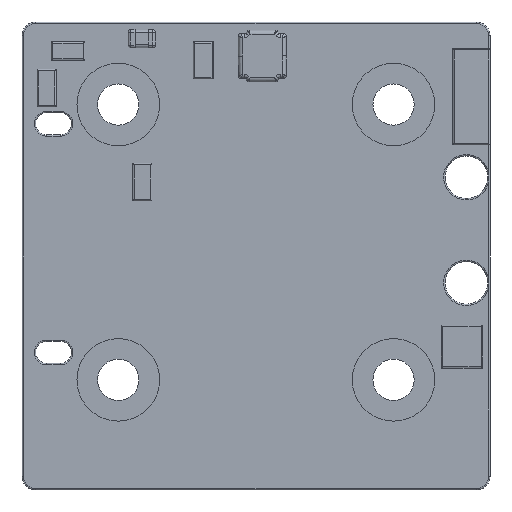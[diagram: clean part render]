
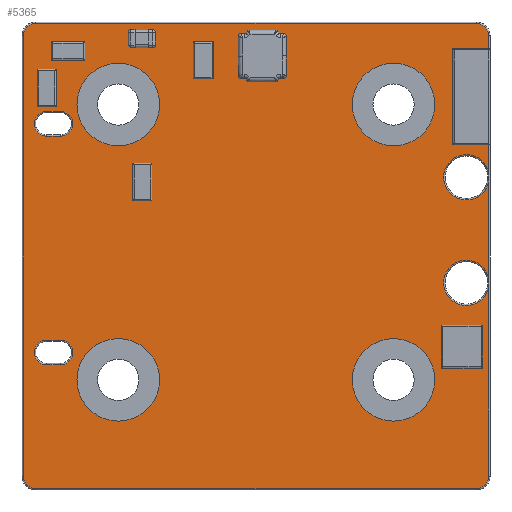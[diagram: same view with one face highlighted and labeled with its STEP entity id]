
A CAD part, front view. The second image highlights one B-rep face of the part: STEP entity #5365.
In plain terms, the highlighted planar face has unit normal (0, -1, 0).
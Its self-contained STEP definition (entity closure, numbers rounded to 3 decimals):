
#139=FACE_BOUND('',#832,.T.);
#140=FACE_BOUND('',#833,.T.);
#141=FACE_BOUND('',#834,.T.);
#142=FACE_BOUND('',#835,.T.);
#143=FACE_BOUND('',#836,.T.);
#144=FACE_BOUND('',#837,.T.);
#169=PLANE('',#5840);
#457=FACE_OUTER_BOUND('',#831,.T.);
#831=EDGE_LOOP('',(#3789,#3790,#3791,#3792,#3793,#3794,#3795,#3796,#3797,
#3798,#3799,#3800,#3801,#3802));
#832=EDGE_LOOP('',(#3803));
#833=EDGE_LOOP('',(#3804,#3805,#3806,#3807));
#834=EDGE_LOOP('',(#3808));
#835=EDGE_LOOP('',(#3809));
#836=EDGE_LOOP('',(#3810,#3811,#3812,#3813));
#837=EDGE_LOOP('',(#3814));
#1211=LINE('',#8343,#1684);
#1212=LINE('',#8354,#1685);
#1214=LINE('',#8387,#1687);
#1216=LINE('',#8392,#1689);
#1217=LINE('',#8416,#1690);
#1218=LINE('',#8424,#1691);
#1227=LINE('',#8499,#1700);
#1228=LINE('',#8502,#1701);
#1229=LINE('',#8511,#1702);
#1230=LINE('',#8514,#1703);
#1684=VECTOR('',#6513,10.);
#1685=VECTOR('',#6526,10.);
#1687=VECTOR('',#6538,10.);
#1689=VECTOR('',#6542,10.);
#1690=VECTOR('',#6543,10.);
#1691=VECTOR('',#6554,10.);
#1700=VECTOR('',#6641,10.);
#1701=VECTOR('',#6644,10.);
#1702=VECTOR('',#6651,10.);
#1703=VECTOR('',#6654,10.);
#2171=CIRCLE('',#5789,0.9);
#2175=CIRCLE('',#5795,0.9);
#2179=CIRCLE('',#5801,0.9);
#2181=CIRCLE('',#5805,0.9);
#2182=CIRCLE('',#5810,1.65);
#2186=CIRCLE('',#5814,1.65);
#2187=CIRCLE('',#5816,1.65);
#2191=CIRCLE('',#5820,1.65);
#2205=CIRCLE('',#5838,2.25);
#2207=CIRCLE('',#5841,2.25);
#2208=CIRCLE('',#5842,0.9);
#2209=CIRCLE('',#5843,0.9);
#2210=CIRCLE('',#5844,2.25);
#2211=CIRCLE('',#5845,2.25);
#2212=CIRCLE('',#5846,0.9);
#2213=CIRCLE('',#5847,0.9);
#2394=VERTEX_POINT('',#8339);
#2395=VERTEX_POINT('',#8341);
#2397=VERTEX_POINT('',#8346);
#2399=VERTEX_POINT('',#8352);
#2401=VERTEX_POINT('',#8358);
#2402=VERTEX_POINT('',#8363);
#2403=VERTEX_POINT('',#8364);
#2404=VERTEX_POINT('',#8389);
#2405=VERTEX_POINT('',#8391);
#2406=VERTEX_POINT('',#8393);
#2407=VERTEX_POINT('',#8418);
#2408=VERTEX_POINT('',#8422);
#2409=VERTEX_POINT('',#8434);
#2412=VERTEX_POINT('',#8443);
#2431=VERTEX_POINT('',#8489);
#2432=VERTEX_POINT('',#8493);
#2433=VERTEX_POINT('',#8495);
#2434=VERTEX_POINT('',#8496);
#2435=VERTEX_POINT('',#8498);
#2436=VERTEX_POINT('',#8500);
#2437=VERTEX_POINT('',#8503);
#2438=VERTEX_POINT('',#8505);
#2439=VERTEX_POINT('',#8507);
#2440=VERTEX_POINT('',#8508);
#2441=VERTEX_POINT('',#8510);
#2442=VERTEX_POINT('',#8512);
#2886=EDGE_CURVE('',#2395,#2394,#1211,.T.);
#2888=EDGE_CURVE('',#2397,#2395,#2171,.T.);
#2891=EDGE_CURVE('',#2399,#2397,#1212,.T.);
#2894=EDGE_CURVE('',#2401,#2399,#2175,.T.);
#2897=EDGE_CURVE('',#2403,#2401,#1214,.T.);
#2900=EDGE_CURVE('',#2404,#2405,#1216,.T.);
#2902=EDGE_CURVE('',#2406,#2402,#1217,.T.);
#2904=EDGE_CURVE('',#2407,#2404,#2179,.T.);
#2906=EDGE_CURVE('',#2408,#2407,#1218,.T.);
#2907=EDGE_CURVE('',#2394,#2408,#2181,.T.);
#2911=EDGE_CURVE('',#2402,#2409,#2182,.T.);
#2915=EDGE_CURVE('',#2409,#2403,#2186,.T.);
#2916=EDGE_CURVE('',#2405,#2412,#2187,.T.);
#2920=EDGE_CURVE('',#2412,#2406,#2191,.T.);
#2939=EDGE_CURVE('',#2431,#2431,#2205,.T.);
#2941=EDGE_CURVE('',#2432,#2432,#2207,.T.);
#2942=EDGE_CURVE('',#2433,#2434,#2208,.T.);
#2943=EDGE_CURVE('',#2435,#2433,#1227,.T.);
#2944=EDGE_CURVE('',#2436,#2435,#2209,.T.);
#2945=EDGE_CURVE('',#2434,#2436,#1228,.T.);
#2946=EDGE_CURVE('',#2437,#2437,#2210,.T.);
#2947=EDGE_CURVE('',#2438,#2438,#2211,.T.);
#2948=EDGE_CURVE('',#2439,#2440,#2212,.T.);
#2949=EDGE_CURVE('',#2441,#2439,#1229,.T.);
#2950=EDGE_CURVE('',#2442,#2441,#2213,.T.);
#2951=EDGE_CURVE('',#2440,#2442,#1230,.T.);
#3789=ORIENTED_EDGE('',*,*,#2897,.F.);
#3790=ORIENTED_EDGE('',*,*,#2915,.F.);
#3791=ORIENTED_EDGE('',*,*,#2911,.F.);
#3792=ORIENTED_EDGE('',*,*,#2902,.F.);
#3793=ORIENTED_EDGE('',*,*,#2920,.F.);
#3794=ORIENTED_EDGE('',*,*,#2916,.F.);
#3795=ORIENTED_EDGE('',*,*,#2900,.F.);
#3796=ORIENTED_EDGE('',*,*,#2904,.F.);
#3797=ORIENTED_EDGE('',*,*,#2906,.F.);
#3798=ORIENTED_EDGE('',*,*,#2907,.F.);
#3799=ORIENTED_EDGE('',*,*,#2886,.F.);
#3800=ORIENTED_EDGE('',*,*,#2888,.F.);
#3801=ORIENTED_EDGE('',*,*,#2891,.F.);
#3802=ORIENTED_EDGE('',*,*,#2894,.F.);
#3803=ORIENTED_EDGE('',*,*,#2941,.F.);
#3804=ORIENTED_EDGE('',*,*,#2942,.F.);
#3805=ORIENTED_EDGE('',*,*,#2943,.F.);
#3806=ORIENTED_EDGE('',*,*,#2944,.F.);
#3807=ORIENTED_EDGE('',*,*,#2945,.F.);
#3808=ORIENTED_EDGE('',*,*,#2946,.F.);
#3809=ORIENTED_EDGE('',*,*,#2947,.F.);
#3810=ORIENTED_EDGE('',*,*,#2948,.F.);
#3811=ORIENTED_EDGE('',*,*,#2949,.F.);
#3812=ORIENTED_EDGE('',*,*,#2950,.F.);
#3813=ORIENTED_EDGE('',*,*,#2951,.F.);
#3814=ORIENTED_EDGE('',*,*,#2939,.F.);
#5365=ADVANCED_FACE('',(#457,#139,#140,#141,#142,#143,#144),#169,.F.);
#5789=AXIS2_PLACEMENT_3D('',#8348,#6518,#6519);
#5795=AXIS2_PLACEMENT_3D('',#8360,#6532,#6533);
#5801=AXIS2_PLACEMENT_3D('',#8420,#6548,#6549);
#5805=AXIS2_PLACEMENT_3D('',#8426,#6557,#6558);
#5810=AXIS2_PLACEMENT_3D('',#8435,#6570,#6571);
#5814=AXIS2_PLACEMENT_3D('',#8441,#6578,#6579);
#5816=AXIS2_PLACEMENT_3D('',#8444,#6582,#6583);
#5820=AXIS2_PLACEMENT_3D('',#8450,#6590,#6591);
#5838=AXIS2_PLACEMENT_3D('',#8490,#6631,#6632);
#5840=AXIS2_PLACEMENT_3D('',#8492,#6635,#6636);
#5841=AXIS2_PLACEMENT_3D('',#8494,#6637,#6638);
#5842=AXIS2_PLACEMENT_3D('',#8497,#6639,#6640);
#5843=AXIS2_PLACEMENT_3D('',#8501,#6642,#6643);
#5844=AXIS2_PLACEMENT_3D('',#8504,#6645,#6646);
#5845=AXIS2_PLACEMENT_3D('',#8506,#6647,#6648);
#5846=AXIS2_PLACEMENT_3D('',#8509,#6649,#6650);
#5847=AXIS2_PLACEMENT_3D('',#8513,#6652,#6653);
#6513=DIRECTION('',(0.,0.,1.));
#6518=DIRECTION('center_axis',(0.,1.,0.));
#6519=DIRECTION('ref_axis',(-0.707,0.,-0.707));
#6526=DIRECTION('',(-1.,0.,0.));
#6532=DIRECTION('center_axis',(0.,1.,0.));
#6533=DIRECTION('ref_axis',(0.707,0.,-0.707));
#6538=DIRECTION('',(0.,0.,-1.));
#6542=DIRECTION('',(0.,0.,-1.));
#6543=DIRECTION('',(0.,0.,-1.));
#6548=DIRECTION('center_axis',(0.,1.,0.));
#6549=DIRECTION('ref_axis',(0.707,0.,0.707));
#6554=DIRECTION('',(1.,0.,0.));
#6557=DIRECTION('center_axis',(0.,1.,0.));
#6558=DIRECTION('ref_axis',(-0.707,0.,0.707));
#6570=DIRECTION('center_axis',(0.,-1.,0.));
#6571=DIRECTION('ref_axis',(1.,0.,0.));
#6578=DIRECTION('center_axis',(0.,-1.,0.));
#6579=DIRECTION('ref_axis',(1.,0.,0.));
#6582=DIRECTION('center_axis',(0.,-1.,0.));
#6583=DIRECTION('ref_axis',(1.,0.,0.));
#6590=DIRECTION('center_axis',(0.,-1.,0.));
#6591=DIRECTION('ref_axis',(1.,0.,0.));
#6631=DIRECTION('center_axis',(0.,-1.,0.));
#6632=DIRECTION('ref_axis',(1.,0.,0.));
#6635=DIRECTION('center_axis',(0.,1.,0.));
#6636=DIRECTION('ref_axis',(1.,0.,0.));
#6637=DIRECTION('center_axis',(0.,-1.,0.));
#6638=DIRECTION('ref_axis',(1.,0.,0.));
#6639=DIRECTION('center_axis',(0.,-1.,0.));
#6640=DIRECTION('ref_axis',(1.,0.,0.));
#6641=DIRECTION('',(1.,0.,0.));
#6642=DIRECTION('center_axis',(0.,-1.,0.));
#6643=DIRECTION('ref_axis',(-1.,0.,0.));
#6644=DIRECTION('',(-1.,0.,0.));
#6645=DIRECTION('center_axis',(0.,-1.,0.));
#6646=DIRECTION('ref_axis',(1.,0.,0.));
#6647=DIRECTION('center_axis',(0.,-1.,0.));
#6648=DIRECTION('ref_axis',(1.,0.,0.));
#6649=DIRECTION('center_axis',(0.,-1.,0.));
#6650=DIRECTION('ref_axis',(1.,0.,0.));
#6651=DIRECTION('',(1.,0.,0.));
#6652=DIRECTION('center_axis',(0.,-1.,0.));
#6653=DIRECTION('ref_axis',(-1.,0.,0.));
#6654=DIRECTION('',(-1.,0.,0.));
#8339=CARTESIAN_POINT('',(-16.894,-1.6,14.995));
#8341=CARTESIAN_POINT('',(-16.894,-1.6,-17.));
#8343=CARTESIAN_POINT('',(-16.894,-1.6,6.997));
#8346=CARTESIAN_POINT('',(-15.994,-1.6,-17.9));
#8348=CARTESIAN_POINT('Origin',(-15.994,-1.6,-17.));
#8352=CARTESIAN_POINT('',(16.006,-1.6,-17.9));
#8354=CARTESIAN_POINT('',(-7.994,-1.6,-17.9));
#8358=CARTESIAN_POINT('',(16.906,-1.6,-17.));
#8360=CARTESIAN_POINT('Origin',(16.006,-1.6,-17.));
#8363=CARTESIAN_POINT('',(16.906,-1.6,-2.608));
#8364=CARTESIAN_POINT('',(16.906,-1.6,-3.3));
#8387=CARTESIAN_POINT('',(16.906,-1.6,-9.001));
#8389=CARTESIAN_POINT('',(16.906,-1.6,14.995));
#8391=CARTESIAN_POINT('',(16.906,-1.6,5.063));
#8392=CARTESIAN_POINT('',(16.906,-1.6,-9.001));
#8393=CARTESIAN_POINT('',(16.906,-1.6,4.371));
#8416=CARTESIAN_POINT('',(16.906,-1.6,-9.001));
#8418=CARTESIAN_POINT('',(16.006,-1.6,15.895));
#8420=CARTESIAN_POINT('Origin',(16.006,-1.6,14.995));
#8422=CARTESIAN_POINT('',(-15.994,-1.6,15.895));
#8424=CARTESIAN_POINT('',(8.006,-1.6,15.895));
#8426=CARTESIAN_POINT('Origin',(-15.994,-1.6,14.995));
#8434=CARTESIAN_POINT('',(15.293,-1.6,-4.604));
#8435=CARTESIAN_POINT('Origin',(15.293,-1.6,-2.954));
#8441=CARTESIAN_POINT('Origin',(15.293,-1.6,-2.954));
#8443=CARTESIAN_POINT('',(15.293,-1.6,3.067));
#8444=CARTESIAN_POINT('Origin',(15.293,-1.6,4.717));
#8450=CARTESIAN_POINT('Origin',(15.293,-1.6,4.717));
#8489=CARTESIAN_POINT('',(10.,-1.6,-12.25));
#8490=CARTESIAN_POINT('Origin',(10.,-1.6,-10.));
#8492=CARTESIAN_POINT('Origin',(0.006,-1.6,-1.002));
#8493=CARTESIAN_POINT('',(-10.,-1.6,-12.25));
#8494=CARTESIAN_POINT('Origin',(-10.,-1.6,-10.));
#8495=CARTESIAN_POINT('',(-14.203,-1.6,7.707));
#8496=CARTESIAN_POINT('',(-14.203,-1.6,9.507));
#8497=CARTESIAN_POINT('Origin',(-14.203,-1.6,8.607));
#8498=CARTESIAN_POINT('',(-15.203,-1.6,7.707));
#8499=CARTESIAN_POINT('',(-7.098,-1.6,7.707));
#8500=CARTESIAN_POINT('',(-15.203,-1.6,9.507));
#8501=CARTESIAN_POINT('Origin',(-15.203,-1.6,8.607));
#8502=CARTESIAN_POINT('',(-7.598,-1.6,9.507));
#8503=CARTESIAN_POINT('',(10.,-1.6,7.75));
#8504=CARTESIAN_POINT('Origin',(10.,-1.6,10.));
#8505=CARTESIAN_POINT('',(-10.,-1.6,7.75));
#8506=CARTESIAN_POINT('Origin',(-10.,-1.6,10.));
#8507=CARTESIAN_POINT('',(-14.203,-1.6,-8.907));
#8508=CARTESIAN_POINT('',(-14.203,-1.6,-7.107));
#8509=CARTESIAN_POINT('Origin',(-14.203,-1.6,-8.007));
#8510=CARTESIAN_POINT('',(-15.203,-1.6,-8.907));
#8511=CARTESIAN_POINT('',(-7.098,-1.6,-8.907));
#8512=CARTESIAN_POINT('',(-15.203,-1.6,-7.107));
#8513=CARTESIAN_POINT('Origin',(-15.203,-1.6,-8.007));
#8514=CARTESIAN_POINT('',(-7.598,-1.6,-7.107));
